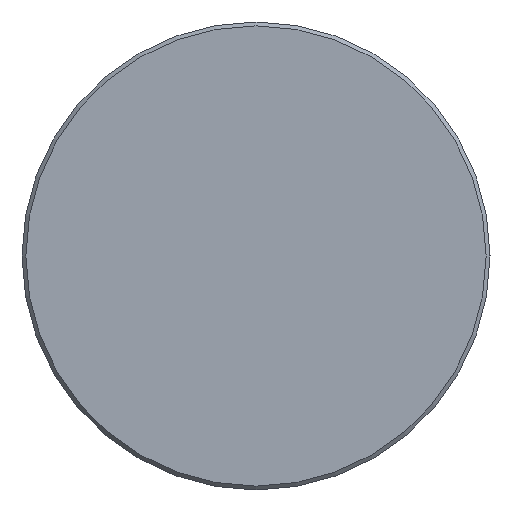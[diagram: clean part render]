
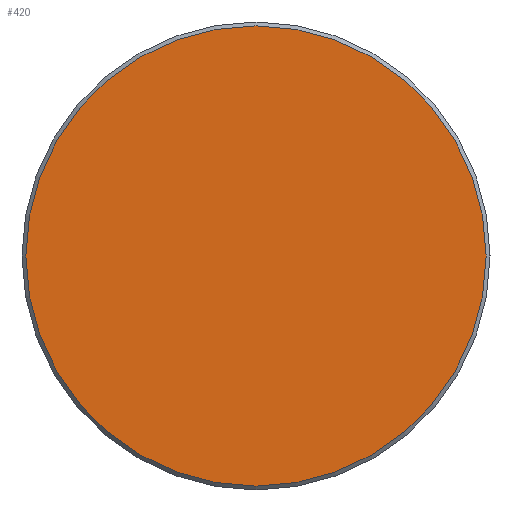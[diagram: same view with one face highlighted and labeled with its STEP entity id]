
A CAD part, left-side view. The second image highlights one B-rep face of the part: STEP entity #420.
In plain terms, the highlighted planar face has unit normal (-1, 0, 0).
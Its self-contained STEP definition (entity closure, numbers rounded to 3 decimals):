
#136=FACE_OUTER_BOUND('',#584,.T.);
#420=ADVANCED_FACE('',(#136),#454,.F.);
#454=PLANE('',#1517);
#584=EDGE_LOOP('',(#974));
#974=ORIENTED_EDGE('',*,*,#1307,.T.);
#1112=VERTEX_POINT('',#2986);
#1307=EDGE_CURVE('',#1112,#1112,#1369,.T.);
#1369=CIRCLE('',#1512,59.);
#1512=AXIS2_PLACEMENT_3D('',#2985,#1840,#1841);
#1517=AXIS2_PLACEMENT_3D('',#2992,#1850,#1851);
#1840=DIRECTION('',(-1.,0.,0.));
#1841=DIRECTION('',(0.,0.,-1.));
#1850=DIRECTION('',(1.,0.,0.));
#1851=DIRECTION('',(0.,0.,-1.));
#2985=CARTESIAN_POINT('',(0.,0.,0.));
#2986=CARTESIAN_POINT('',(0.,0.,-59.));
#2992=CARTESIAN_POINT('',(0.,0.,0.));
